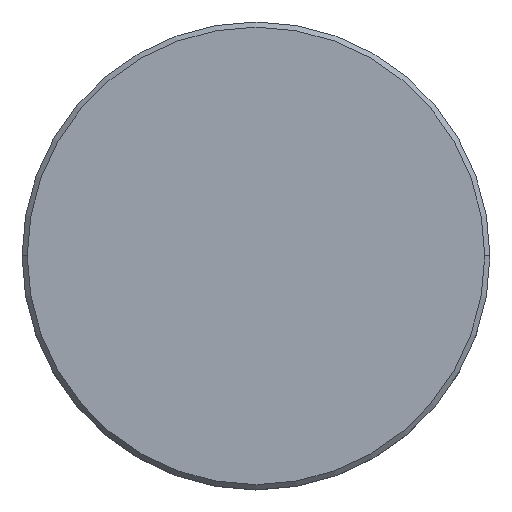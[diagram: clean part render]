
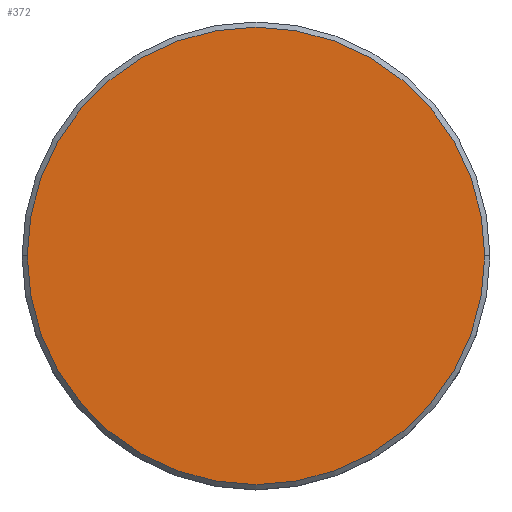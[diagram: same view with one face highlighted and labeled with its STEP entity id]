
A CAD part, top view. The second image highlights one B-rep face of the part: STEP entity #372.
In plain terms, the highlighted planar face has unit normal (0, 0, 1).
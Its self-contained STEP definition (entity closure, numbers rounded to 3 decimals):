
#19 = EDGE_LOOP ( 'NONE', ( #591, #762 ) ) ;
#97 = AXIS2_PLACEMENT_3D ( 'NONE', #267, #509, #864 ) ;
#217 = DIRECTION ( 'NONE',  ( 1., 0., 0. ) ) ;
#220 = CARTESIAN_POINT ( 'NONE',  ( -22., 0., 0. ) ) ;
#248 = VERTEX_POINT ( 'NONE', #301 ) ;
#267 = CARTESIAN_POINT ( 'NONE',  ( 0., 0., 0. ) ) ;
#301 = CARTESIAN_POINT ( 'NONE',  ( 22., 0., 0. ) ) ;
#305 = CARTESIAN_POINT ( 'NONE',  ( 0., 0., 0. ) ) ;
#372 = ADVANCED_FACE ( 'NONE', ( #453 ), #530, .T. ) ;
#376 = DIRECTION ( 'NONE',  ( 0., 0., 1. ) ) ;
#453 = FACE_OUTER_BOUND ( 'NONE', #19, .T. ) ;
#476 = VERTEX_POINT ( 'NONE', #220 ) ;
#509 = DIRECTION ( 'NONE',  ( 0., 0., 1. ) ) ;
#513 = EDGE_CURVE ( 'NONE', #476, #248, #832, .T. ) ;
#521 = AXIS2_PLACEMENT_3D ( 'NONE', #873, #376, #777 ) ;
#530 = PLANE ( 'NONE',  #97 ) ;
#572 = EDGE_CURVE ( 'NONE', #248, #476, #592, .T. ) ;
#591 = ORIENTED_EDGE ( 'NONE', *, *, #513, .T. ) ;
#592 = CIRCLE ( 'NONE', #521, 22. ) ;
#762 = ORIENTED_EDGE ( 'NONE', *, *, #572, .T. ) ;
#777 = DIRECTION ( 'NONE',  ( 1., 0., 0. ) ) ;
#832 = CIRCLE ( 'NONE', #915, 22. ) ;
#864 = DIRECTION ( 'NONE',  ( 1., 0., 0. ) ) ;
#873 = CARTESIAN_POINT ( 'NONE',  ( 0., 0., 0. ) ) ;
#915 = AXIS2_PLACEMENT_3D ( 'NONE', #305, #941, #217 ) ;
#941 = DIRECTION ( 'NONE',  ( 0., 0., 1. ) ) ;
